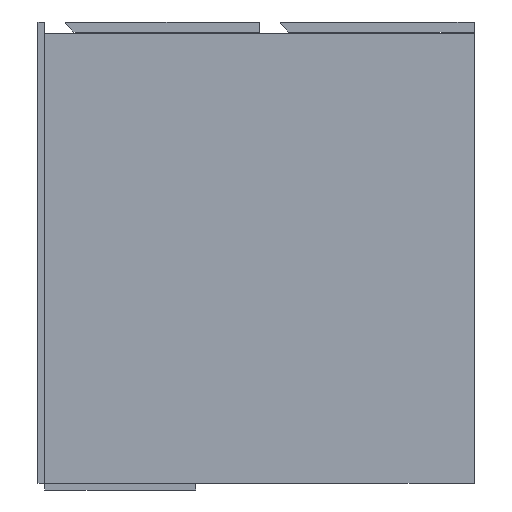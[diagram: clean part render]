
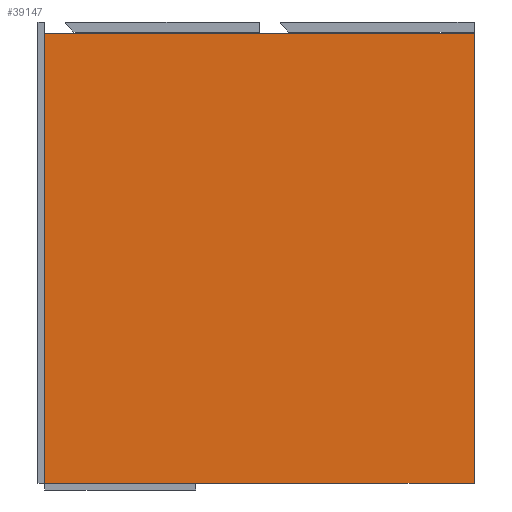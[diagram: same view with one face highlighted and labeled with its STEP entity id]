
A CAD part, left-side view. The second image highlights one B-rep face of the part: STEP entity #39147.
In plain terms, the highlighted planar face has unit normal (-1, 0, 0).
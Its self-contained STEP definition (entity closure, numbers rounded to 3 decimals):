
#391 = LINE ( 'NONE', #693, #30852 ) ;
#693 = CARTESIAN_POINT ( 'NONE',  ( 2., 1048.337, -550. ) ) ;
#1361 = CARTESIAN_POINT ( 'NONE',  ( 2., 512., -550. ) ) ;
#1709 = CARTESIAN_POINT ( 'NONE',  ( 2., 0., -550. ) ) ;
#1892 = DIRECTION ( 'NONE',  ( 0., 0., 1. ) ) ;
#1963 = CARTESIAN_POINT ( 'NONE',  ( 2., 1048.337, -550. ) ) ;
#2278 = DIRECTION ( 'NONE',  ( 0., 0., -1. ) ) ;
#2351 = DIRECTION ( 'NONE',  ( 0., -1., 0. ) ) ;
#2818 = CARTESIAN_POINT ( 'NONE',  ( 2., 0., -550. ) ) ;
#4807 = AXIS2_PLACEMENT_3D ( 'NONE', #1963, #31030, #2278 ) ;
#6493 = VERTEX_POINT ( 'NONE', #24317 ) ;
#7727 = ORIENTED_EDGE ( 'NONE', *, *, #19906, .T. ) ;
#8139 = ORIENTED_EDGE ( 'NONE', *, *, #47310, .F. ) ;
#10044 = PLANE ( 'NONE',  #4807 ) ;
#11649 = VERTEX_POINT ( 'NONE', #1361 ) ;
#17990 = CARTESIAN_POINT ( 'NONE',  ( 2., 0., -14. ) ) ;
#19906 = EDGE_CURVE ( 'NONE', #11649, #34538, #391, .T. ) ;
#20662 = VECTOR ( 'NONE', #1892, 1000. ) ;
#21716 = EDGE_CURVE ( 'NONE', #6493, #51878, #39763, .T. ) ;
#23663 = VECTOR ( 'NONE', #55546, 1000. ) ;
#24317 = CARTESIAN_POINT ( 'NONE',  ( 2., 512., -14. ) ) ;
#30852 = VECTOR ( 'NONE', #56959, 1000. ) ;
#31030 = DIRECTION ( 'NONE',  ( 1., 0., 0. ) ) ;
#32351 = LINE ( 'NONE', #37907, #23663 ) ;
#34538 = VERTEX_POINT ( 'NONE', #1709 ) ;
#35433 = CARTESIAN_POINT ( 'NONE',  ( 2., 1048.337, -14. ) ) ;
#37907 = CARTESIAN_POINT ( 'NONE',  ( 2., 512., -550. ) ) ;
#39147 = ADVANCED_FACE ( 'NONE', ( #52383 ), #10044, .F. ) ;
#39763 = LINE ( 'NONE', #35433, #40741 ) ;
#40741 = VECTOR ( 'NONE', #2351, 1000. ) ;
#42218 = EDGE_CURVE ( 'NONE', #34538, #51878, #50119, .T. ) ;
#47310 = EDGE_CURVE ( 'NONE', #11649, #6493, #32351, .T. ) ;
#49070 = EDGE_LOOP ( 'NONE', ( #8139, #7727, #56695, #58880 ) ) ;
#50119 = LINE ( 'NONE', #2818, #20662 ) ;
#51878 = VERTEX_POINT ( 'NONE', #17990 ) ;
#52383 = FACE_OUTER_BOUND ( 'NONE', #49070, .T. ) ;
#55546 = DIRECTION ( 'NONE',  ( 0., 0., 1. ) ) ;
#56695 = ORIENTED_EDGE ( 'NONE', *, *, #42218, .T. ) ;
#56959 = DIRECTION ( 'NONE',  ( 0., -1., 0. ) ) ;
#58880 = ORIENTED_EDGE ( 'NONE', *, *, #21716, .F. ) ;
